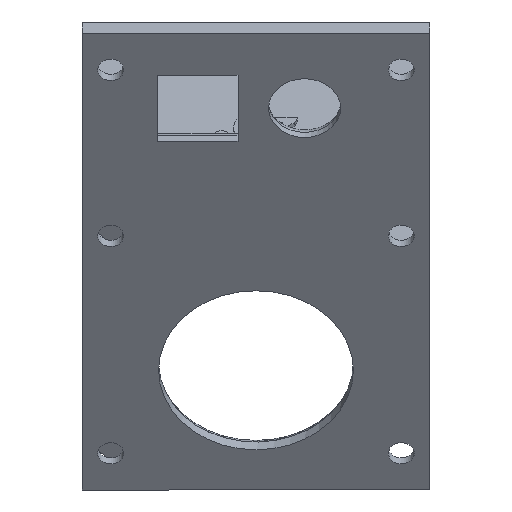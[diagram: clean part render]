
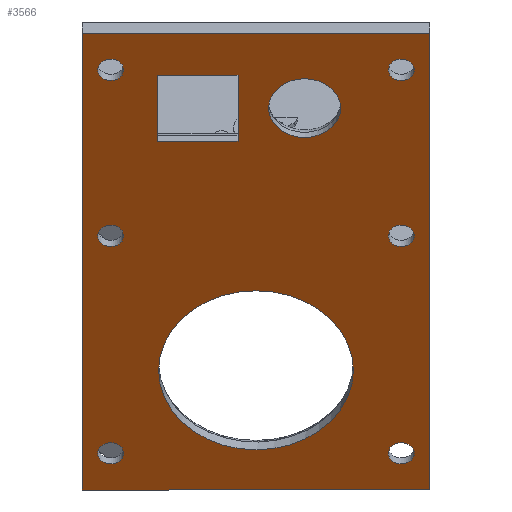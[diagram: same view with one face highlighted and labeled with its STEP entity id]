
A CAD part, isometric view. The second image highlights one B-rep face of the part: STEP entity #3566.
In plain terms, the highlighted planar face has unit normal (-0.707, -0.707, 0).
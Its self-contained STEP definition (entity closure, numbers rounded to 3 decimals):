
#149=CIRCLE('',#3588,10.828);
#158=CIRCLE('',#3600,4.);
#236=CIRCLE('',#3838,1.45);
#237=CIRCLE('',#3840,1.45);
#238=CIRCLE('',#3842,1.45);
#240=CIRCLE('',#3846,1.45);
#242=CIRCLE('',#3850,1.45);
#243=CIRCLE('',#3852,1.45);
#260=FACE_BOUND('',#853,.T.);
#261=FACE_BOUND('',#854,.T.);
#262=FACE_BOUND('',#855,.T.);
#263=FACE_BOUND('',#856,.T.);
#264=FACE_BOUND('',#857,.T.);
#265=FACE_BOUND('',#858,.T.);
#266=FACE_BOUND('',#859,.T.);
#267=FACE_BOUND('',#860,.T.);
#268=FACE_BOUND('',#861,.T.);
#647=FACE_OUTER_BOUND('',#852,.T.);
#852=EDGE_LOOP('',(#3302,#3303,#3304,#3305));
#853=EDGE_LOOP('',(#3306));
#854=EDGE_LOOP('',(#3307));
#855=EDGE_LOOP('',(#3308));
#856=EDGE_LOOP('',(#3309));
#857=EDGE_LOOP('',(#3310));
#858=EDGE_LOOP('',(#3311));
#859=EDGE_LOOP('',(#3312));
#860=EDGE_LOOP('',(#3313,#3314,#3315,#3316));
#861=EDGE_LOOP('',(#3317));
#962=LINE('',#6155,#1223);
#965=LINE('',#6160,#1226);
#1009=LINE('',#6347,#1270);
#1019=LINE('',#6374,#1280);
#1085=LINE('',#6805,#1346);
#1111=LINE('',#6873,#1372);
#1120=LINE('',#6910,#1381);
#1122=LINE('',#6913,#1383);
#1223=VECTOR('',#4042,10.);
#1226=VECTOR('',#4047,10.);
#1270=VECTOR('',#4215,10.);
#1280=VECTOR('',#4235,10.);
#1346=VECTOR('',#4565,10.);
#1372=VECTOR('',#4645,10.);
#1381=VECTOR('',#4692,10.);
#1383=VECTOR('',#4696,10.);
#1525=VERTEX_POINT('',#6091);
#1543=VERTEX_POINT('',#6132);
#1548=VERTEX_POINT('',#6152);
#1549=VERTEX_POINT('',#6154);
#1550=VERTEX_POINT('',#6158);
#1608=VERTEX_POINT('',#6344);
#1609=VERTEX_POINT('',#6346);
#1621=VERTEX_POINT('',#6372);
#1694=VERTEX_POINT('',#6803);
#1710=VERTEX_POINT('',#6875);
#1711=VERTEX_POINT('',#6879);
#1712=VERTEX_POINT('',#6883);
#1714=VERTEX_POINT('',#6891);
#1716=VERTEX_POINT('',#6899);
#1717=VERTEX_POINT('',#6903);
#1718=VERTEX_POINT('',#6909);
#1923=EDGE_CURVE('',#1525,#1525,#149,.T.);
#1943=EDGE_CURVE('',#1543,#1543,#158,.T.);
#1954=EDGE_CURVE('',#1549,#1548,#962,.T.);
#1957=EDGE_CURVE('',#1548,#1550,#965,.T.);
#2041=EDGE_CURVE('',#1609,#1608,#1009,.T.);
#2055=EDGE_CURVE('',#1608,#1621,#1019,.T.);
#2202=EDGE_CURVE('',#1621,#1694,#1085,.T.);
#2232=EDGE_CURVE('',#1694,#1609,#1111,.T.);
#2234=EDGE_CURVE('',#1710,#1710,#236,.T.);
#2236=EDGE_CURVE('',#1711,#1711,#237,.T.);
#2238=EDGE_CURVE('',#1712,#1712,#238,.T.);
#2242=EDGE_CURVE('',#1714,#1714,#240,.T.);
#2246=EDGE_CURVE('',#1716,#1716,#242,.T.);
#2248=EDGE_CURVE('',#1717,#1717,#243,.T.);
#2249=EDGE_CURVE('',#1718,#1549,#1120,.T.);
#2251=EDGE_CURVE('',#1550,#1718,#1122,.T.);
#3302=ORIENTED_EDGE('',*,*,#2202,.T.);
#3303=ORIENTED_EDGE('',*,*,#2232,.T.);
#3304=ORIENTED_EDGE('',*,*,#2041,.T.);
#3305=ORIENTED_EDGE('',*,*,#2055,.T.);
#3306=ORIENTED_EDGE('',*,*,#2234,.T.);
#3307=ORIENTED_EDGE('',*,*,#2236,.T.);
#3308=ORIENTED_EDGE('',*,*,#2238,.T.);
#3309=ORIENTED_EDGE('',*,*,#2242,.T.);
#3310=ORIENTED_EDGE('',*,*,#2246,.T.);
#3311=ORIENTED_EDGE('',*,*,#2248,.T.);
#3312=ORIENTED_EDGE('',*,*,#1943,.T.);
#3313=ORIENTED_EDGE('',*,*,#1957,.T.);
#3314=ORIENTED_EDGE('',*,*,#2251,.T.);
#3315=ORIENTED_EDGE('',*,*,#2249,.T.);
#3316=ORIENTED_EDGE('',*,*,#1954,.T.);
#3317=ORIENTED_EDGE('',*,*,#1923,.T.);
#3368=PLANE('',#3857);
#3566=ADVANCED_FACE('',(#647,#260,#261,#262,#263,#264,#265,#266,#267,#268),
#3368,.T.);
#3588=AXIS2_PLACEMENT_3D('',#6092,#3981,#3982);
#3600=AXIS2_PLACEMENT_3D('',#6133,#4016,#4017);
#3838=AXIS2_PLACEMENT_3D('',#6877,#4649,#4650);
#3840=AXIS2_PLACEMENT_3D('',#6881,#4654,#4655);
#3842=AXIS2_PLACEMENT_3D('',#6885,#4659,#4660);
#3846=AXIS2_PLACEMENT_3D('',#6893,#4669,#4670);
#3850=AXIS2_PLACEMENT_3D('',#6901,#4679,#4680);
#3852=AXIS2_PLACEMENT_3D('',#6905,#4684,#4685);
#3857=AXIS2_PLACEMENT_3D('',#6914,#4697,#4698);
#3981=DIRECTION('center_axis',(0.707,0.707,0.));
#3982=DIRECTION('ref_axis',(-0.707,0.707,0.));
#4016=DIRECTION('center_axis',(0.707,0.707,0.));
#4017=DIRECTION('ref_axis',(-0.707,0.707,0.));
#4042=DIRECTION('',(0.,0.,1.));
#4047=DIRECTION('',(0.707,-0.707,0.));
#4215=DIRECTION('',(0.707,-0.707,0.));
#4235=DIRECTION('',(0.,0.,1.));
#4565=DIRECTION('',(-0.707,0.707,0.));
#4645=DIRECTION('',(0.,0.,-1.));
#4649=DIRECTION('center_axis',(0.707,0.707,0.));
#4650=DIRECTION('ref_axis',(0.,0.,1.));
#4654=DIRECTION('center_axis',(0.707,0.707,0.));
#4655=DIRECTION('ref_axis',(0.,0.,1.));
#4659=DIRECTION('center_axis',(0.707,0.707,0.));
#4660=DIRECTION('ref_axis',(0.,0.,1.));
#4669=DIRECTION('center_axis',(0.707,0.707,0.));
#4670=DIRECTION('ref_axis',(0.,0.,1.));
#4679=DIRECTION('center_axis',(0.707,0.707,0.));
#4680=DIRECTION('ref_axis',(0.,0.,1.));
#4684=DIRECTION('center_axis',(0.707,0.707,0.));
#4685=DIRECTION('ref_axis',(0.,0.,1.));
#4692=DIRECTION('',(-0.707,0.707,0.));
#4696=DIRECTION('',(0.,0.,-1.));
#4697=DIRECTION('center_axis',(-0.707,-0.707,0.));
#4698=DIRECTION('ref_axis',(0.,0.,1.));
#6091=CARTESIAN_POINT('',(-5.637,-20.95,16.3));
#6092=CARTESIAN_POINT('Origin',(-13.294,-13.294,16.3));
#6132=CARTESIAN_POINT('',(-6.647,-19.94,52.));
#6133=CARTESIAN_POINT('Origin',(-9.475,-17.112,52.));
#6152=CARTESIAN_POINT('',(-21.072,-5.515,56.5));
#6154=CARTESIAN_POINT('',(-21.072,-5.515,47.5));
#6155=CARTESIAN_POINT('',(-21.072,-5.515,39.3));
#6158=CARTESIAN_POINT('',(-14.708,-11.879,56.5));
#6160=CARTESIAN_POINT('',(-17.183,-9.405,56.5));
#6344=CARTESIAN_POINT('',(0.354,-26.941,0.));
#6346=CARTESIAN_POINT('',(-26.941,0.354,0.));
#6347=CARTESIAN_POINT('',(-6.47,-20.117,0.));
#6372=CARTESIAN_POINT('',(0.354,-26.941,62.2));
#6374=CARTESIAN_POINT('',(0.354,-26.941,46.65));
#6803=CARTESIAN_POINT('',(-26.941,0.354,62.2));
#6805=CARTESIAN_POINT('',(-20.117,-6.47,62.2));
#6873=CARTESIAN_POINT('',(-26.941,0.354,15.55));
#6875=CARTESIAN_POINT('',(-1.874,-24.713,33.15));
#6877=CARTESIAN_POINT('Origin',(-1.874,-24.713,34.6));
#6879=CARTESIAN_POINT('',(-24.713,-1.874,33.15));
#6881=CARTESIAN_POINT('Origin',(-24.713,-1.874,34.6));
#6883=CARTESIAN_POINT('',(-24.713,-1.874,55.75));
#6885=CARTESIAN_POINT('Origin',(-24.713,-1.874,57.2));
#6891=CARTESIAN_POINT('',(-1.874,-24.713,55.75));
#6893=CARTESIAN_POINT('Origin',(-1.874,-24.713,57.2));
#6899=CARTESIAN_POINT('',(-24.713,-1.874,3.55));
#6901=CARTESIAN_POINT('Origin',(-24.713,-1.874,5.));
#6903=CARTESIAN_POINT('',(-1.874,-24.713,3.55));
#6905=CARTESIAN_POINT('Origin',(-1.874,-24.713,5.));
#6909=CARTESIAN_POINT('',(-14.708,-11.879,47.5));
#6910=CARTESIAN_POINT('',(-14.001,-12.587,47.5));
#6913=CARTESIAN_POINT('',(-14.708,-11.879,43.8));
#6914=CARTESIAN_POINT('Origin',(-13.294,-13.294,31.1));
